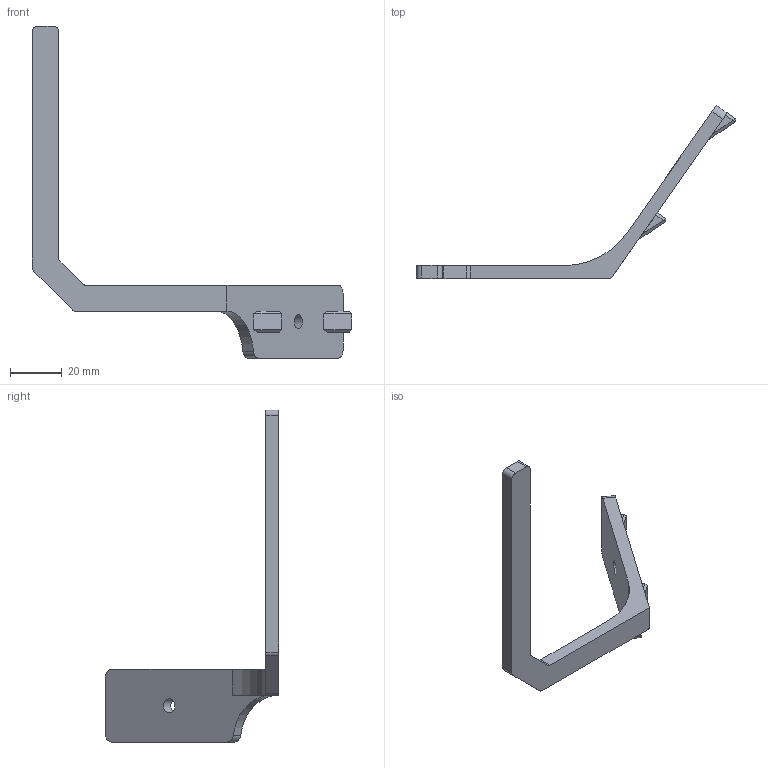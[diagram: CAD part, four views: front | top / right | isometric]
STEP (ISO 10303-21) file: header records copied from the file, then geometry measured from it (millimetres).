
FILE_DESCRIPTION(/* description */ (''),/* implementation_level */ '2;1');
FILE_NAME(/* name */ 'new_spool_limit v3.step',/* time_stamp */ '2020-09-24T11:07:54-07:00',/* author */ (''),/* organization */ (''),/* preprocessor_version */ 'ST-DEVELOPER v18.1',/* originating_system */ 'Autodesk Translation Framework v9.3.0.1241',/* authorisation */ '');
FILE_SCHEMA (('AUTOMOTIVE_DESIGN { 1 0 10303 214 3 1 1 }'));
Length unit declared in the file: millimetre
Products named in the file (1): new_spool_limit
Bounding box: 123.02 x 66.76 x 128 mm (x, y, z)
Volume: 18590.2 mm3; surface area: 10041.6 mm2
Topology: 1 solids, 1 shells, 46 faces, 116 edges, 73 vertices
Faces by surface type: plane 34, cylinder 12
Full cylindrical faces by diameter (mm): 5.4 x1
Entity records: 1404 total; most frequent: CARTESIAN_POINT 236, DIRECTION 234, ORIENTED_EDGE 232, EDGE_CURVE 116, LINE 92, VECTOR 92, VERTEX_POINT 73, AXIS2_PLACEMENT_3D 71
